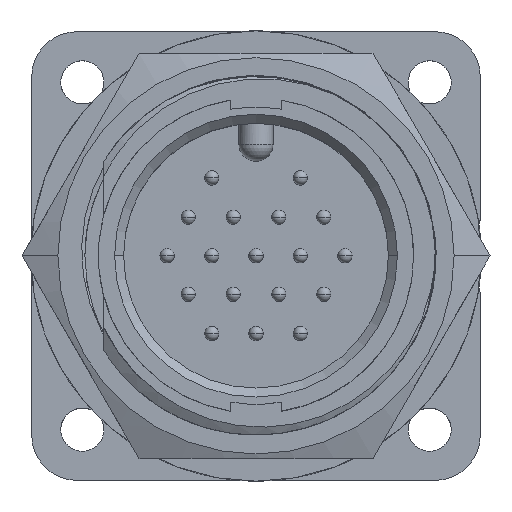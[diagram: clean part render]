
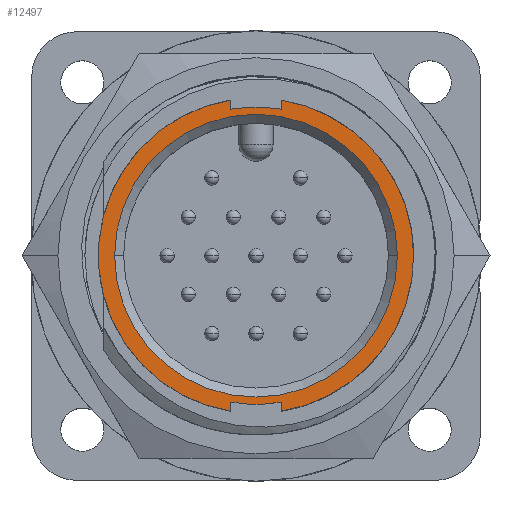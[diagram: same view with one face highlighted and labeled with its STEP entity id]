
A CAD part, top view. The second image highlights one B-rep face of the part: STEP entity #12497.
In plain terms, the highlighted planar face has unit normal (0, 0, 1).
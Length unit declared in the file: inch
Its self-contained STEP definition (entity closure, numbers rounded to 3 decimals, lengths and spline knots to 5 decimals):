
#72 = ORIENTED_EDGE ( 'NONE', *, *, #14700, .T. ) ;
#85 = ORIENTED_EDGE ( 'NONE', *, *, #12156, .T. ) ;
#166 = ORIENTED_EDGE ( 'NONE', *, *, #14511, .T. ) ;
#228 = ORIENTED_EDGE ( 'NONE', *, *, #12328, .T. ) ;
#301 = ORIENTED_EDGE ( 'NONE', *, *, #14712, .T. ) ;
#348 = ORIENTED_EDGE ( 'NONE', *, *, #12455, .T. ) ;
#374 = ORIENTED_EDGE ( 'NONE', *, *, #14395, .T. ) ;
#376 = ORIENTED_EDGE ( 'NONE', *, *, #14710, .T. ) ;
#441 = ORIENTED_EDGE ( 'NONE', *, *, #14462, .T. ) ;
#454 = ORIENTED_EDGE ( 'NONE', *, *, #12155, .T. ) ;
#470 = ORIENTED_EDGE ( 'NONE', *, *, #12160, .T. ) ;
#555 = PLANE ( 'NONE',  #17207 ) ;
#556 = CARTESIAN_POINT ( 'NONE',  ( 0., 0., 0.665 ) ) ;
#557 = DIRECTION ( 'NONE',  ( 0., 0., 1. ) ) ;
#558 = DIRECTION ( 'NONE',  ( 1., 0., 0. ) ) ;
#660 = CARTESIAN_POINT ( 'NONE',  ( -0.3925, 0., 0.665 ) ) ;
#669 = CARTESIAN_POINT ( 'NONE',  ( 0.4375, 0., 0.665 ) ) ;
#672 = CARTESIAN_POINT ( 'NONE',  ( 0.07, -0.43186, 0.665 ) ) ;
#753 = CARTESIAN_POINT ( 'NONE',  ( -0.07, 0.40652, 0.665 ) ) ;
#814 = CARTESIAN_POINT ( 'NONE',  ( 0.3925, 0., 0.665 ) ) ;
#831 = CARTESIAN_POINT ( 'NONE',  ( 0.07, 0.40652, 0.665 ) ) ;
#2303 = LINE ( 'NONE', #2304, #17557 ) ;
#2304 = CARTESIAN_POINT ( 'NONE',  ( -0.07, -0.40398, 0.665 ) ) ;
#2305 = DIRECTION ( 'NONE',  ( 0., 1., 0. ) ) ;
#2771 = CARTESIAN_POINT ( 'NONE',  ( 0., 0., 0.665 ) ) ;
#2775 = DIRECTION ( 'NONE',  ( 0., 0., 1. ) ) ;
#2776 = DIRECTION ( 'NONE',  ( 1., 0., 0. ) ) ;
#3165 = LINE ( 'NONE', #3166, #17619 ) ;
#3166 = CARTESIAN_POINT ( 'NONE',  ( 0.07, -0.40398, 0.665 ) ) ;
#3167 = DIRECTION ( 'NONE',  ( 0., -1., 0. ) ) ;
#4156 = AXIS2_PLACEMENT_3D ( 'NONE', #5137, #5138, #5139 ) ;
#4172 = AXIS2_PLACEMENT_3D ( 'NONE', #5171, #5175, #5176 ) ;
#4176 = AXIS2_PLACEMENT_3D ( 'NONE', #5168, #5169, #5170 ) ;
#4457 = CIRCLE ( 'NONE', #16970, 0.4375 ) ;
#4460 = CIRCLE ( 'NONE', #5350, 0.3925 ) ;
#4508 = CIRCLE ( 'NONE', #5349, 0.4375 ) ;
#5137 = CARTESIAN_POINT ( 'NONE',  ( 0., 0., 0.665 ) ) ;
#5138 = DIRECTION ( 'NONE',  ( 0., 0., 1. ) ) ;
#5139 = DIRECTION ( 'NONE',  ( 1., 0., 0. ) ) ;
#5168 = CARTESIAN_POINT ( 'NONE',  ( 0., 0., 0.665 ) ) ;
#5169 = DIRECTION ( 'NONE',  ( 0., 0., -1. ) ) ;
#5170 = DIRECTION ( 'NONE',  ( 1., 0., 0. ) ) ;
#5171 = CARTESIAN_POINT ( 'NONE',  ( 0., 0., 0.665 ) ) ;
#5175 = DIRECTION ( 'NONE',  ( 0., 0., 1. ) ) ;
#5176 = DIRECTION ( 'NONE',  ( 1., 0., 0. ) ) ;
#5349 = AXIS2_PLACEMENT_3D ( 'NONE', #14080, #14077, #14076 ) ;
#5350 = AXIS2_PLACEMENT_3D ( 'NONE', #14093, #14090, #14088 ) ;
#5352 = VECTOR ( 'NONE', #14091, 39.37008 ) ;
#6631 = CIRCLE ( 'NONE', #17590, 0.4125 ) ;
#6642 = CIRCLE ( 'NONE', #4172, 0.4375 ) ;
#6646 = CIRCLE ( 'NONE', #4176, 0.3925 ) ;
#6650 = CIRCLE ( 'NONE', #4156, 0.4125 ) ;
#11745 = CARTESIAN_POINT ( 'NONE',  ( -0.07, 0.43186, 0.665 ) ) ;
#11794 = CARTESIAN_POINT ( 'NONE',  ( -0.07, -0.40652, 0.665 ) ) ;
#11801 = CARTESIAN_POINT ( 'NONE',  ( -0.07, -0.43186, 0.665 ) ) ;
#11811 = CARTESIAN_POINT ( 'NONE',  ( 0.07, -0.40652, 0.665 ) ) ;
#11812 = CARTESIAN_POINT ( 'NONE',  ( 0.07, 0.43186, 0.665 ) ) ;
#12155 = EDGE_CURVE ( 'NONE', #12782, #16033, #14095, .T. ) ;
#12156 = EDGE_CURVE ( 'NONE', #12590, #12902, #4460, .T. ) ;
#12160 = EDGE_CURVE ( 'NONE', #12610, #16220, #4508, .T. ) ;
#12328 = EDGE_CURVE ( 'NONE', #16033, #16182, #4457, .T. ) ;
#12455 = EDGE_CURVE ( 'NONE', #16220, #12929, #16902, .T. ) ;
#12497 = ADVANCED_FACE ( 'NONE', ( #17199, #17203 ), #555, .T. ) ;
#12590 = VERTEX_POINT ( 'NONE', #660 ) ;
#12610 = VERTEX_POINT ( 'NONE', #669 ) ;
#12616 = VERTEX_POINT ( 'NONE', #672 ) ;
#12782 = VERTEX_POINT ( 'NONE', #753 ) ;
#12902 = VERTEX_POINT ( 'NONE', #814 ) ;
#12929 = VERTEX_POINT ( 'NONE', #831 ) ;
#13585 = EDGE_LOOP ( 'NONE', ( #301, #470, #348, #72, #454, #228, #374, #441, #166 ) ) ;
#13783 = EDGE_LOOP ( 'NONE', ( #376, #85 ) ) ;
#14076 = DIRECTION ( 'NONE',  ( 1., 0., 0. ) ) ;
#14077 = DIRECTION ( 'NONE',  ( 0., 0., 1. ) ) ;
#14080 = CARTESIAN_POINT ( 'NONE',  ( 0., 0., 0.665 ) ) ;
#14088 = DIRECTION ( 'NONE',  ( 1., 0., 0. ) ) ;
#14090 = DIRECTION ( 'NONE',  ( 0., 0., -1. ) ) ;
#14091 = DIRECTION ( 'NONE',  ( 0., 1., 0. ) ) ;
#14092 = CARTESIAN_POINT ( 'NONE',  ( -0.07, 0.43186, 0.665 ) ) ;
#14093 = CARTESIAN_POINT ( 'NONE',  ( 0., 0., 0.665 ) ) ;
#14095 = LINE ( 'NONE', #14092, #5352 ) ;
#14395 = EDGE_CURVE ( 'NONE', #16182, #16169, #2303, .T. ) ;
#14462 = EDGE_CURVE ( 'NONE', #16169, #16219, #6631, .T. ) ;
#14511 = EDGE_CURVE ( 'NONE', #16219, #12616, #3165, .T. ) ;
#14700 = EDGE_CURVE ( 'NONE', #12929, #12782, #6650, .T. ) ;
#14710 = EDGE_CURVE ( 'NONE', #12902, #12590, #6646, .T. ) ;
#14712 = EDGE_CURVE ( 'NONE', #12616, #12610, #6642, .T. ) ;
#16033 = VERTEX_POINT ( 'NONE', #11745 ) ;
#16169 = VERTEX_POINT ( 'NONE', #11794 ) ;
#16182 = VERTEX_POINT ( 'NONE', #11801 ) ;
#16219 = VERTEX_POINT ( 'NONE', #11811 ) ;
#16220 = VERTEX_POINT ( 'NONE', #11812 ) ;
#16413 = CARTESIAN_POINT ( 'NONE',  ( 0., 0., 0.665 ) ) ;
#16414 = DIRECTION ( 'NONE',  ( 0., 0., 1. ) ) ;
#16415 = DIRECTION ( 'NONE',  ( 1., 0., 0. ) ) ;
#16902 = LINE ( 'NONE', #16903, #17130 ) ;
#16903 = CARTESIAN_POINT ( 'NONE',  ( 0.07, 0.43186, 0.665 ) ) ;
#16904 = DIRECTION ( 'NONE',  ( 0., -1., 0. ) ) ;
#16970 = AXIS2_PLACEMENT_3D ( 'NONE', #16413, #16414, #16415 ) ;
#17130 = VECTOR ( 'NONE', #16904, 39.37008 ) ;
#17199 = FACE_BOUND ( 'NONE', #13783, .T. ) ;
#17203 = FACE_OUTER_BOUND ( 'NONE', #13585, .T. ) ;
#17207 = AXIS2_PLACEMENT_3D ( 'NONE', #556, #557, #558 ) ;
#17557 = VECTOR ( 'NONE', #2305, 39.37008 ) ;
#17590 = AXIS2_PLACEMENT_3D ( 'NONE', #2771, #2775, #2776 ) ;
#17619 = VECTOR ( 'NONE', #3167, 39.37008 ) ;
